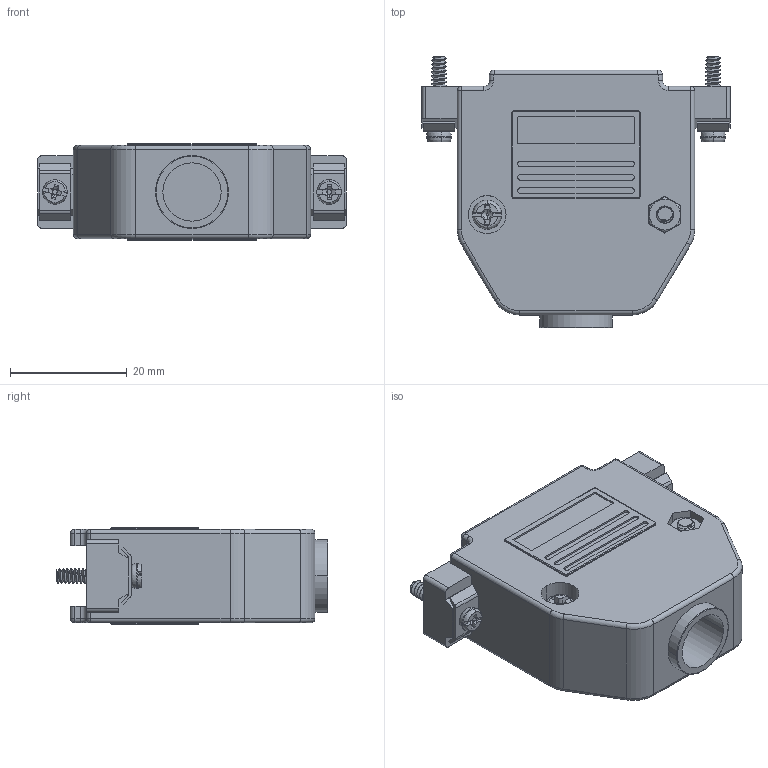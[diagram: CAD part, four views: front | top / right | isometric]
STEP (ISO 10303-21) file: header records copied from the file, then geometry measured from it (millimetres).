
FILE_DESCRIPTION (( 'STEP AP214' ), '1' );
FILE_NAME ('FR-4AA-13A-REF .STEP', '2025-10-13T06:55:54', ( '' ), ( '' ), 'SwSTEP 2.0', 'SolidWorks 2021', '' );
FILE_SCHEMA (( 'AUTOMOTIVE_DESIGN' ));
Length unit declared in the file: millimetre
Products named in the file (1): FR-4AA-13A-REF 
Bounding box: 53 x 46.6 x 16.6 mm (x, y, z)
Volume: 22098 mm3; surface area: 8947.6 mm2
Topology: 1 solids, 1 shells, 645 faces, 1724 edges, 1113 vertices
Faces by surface type: cylinder 264, plane 240, cone 83, bspline 28, torus 26, sphere 4
Entity records: 36930 total; most frequent: CARTESIAN_POINT 14861, ORIENTED_EDGE 3440, DIRECTION 2817, EDGE_CURVE 1720, VERTEX_POINT 1113, AXIS2_PLACEMENT_3D 1024, LINE 769, VECTOR 769
